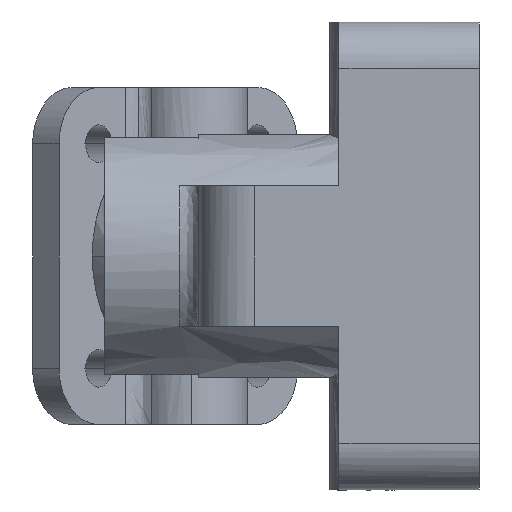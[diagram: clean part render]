
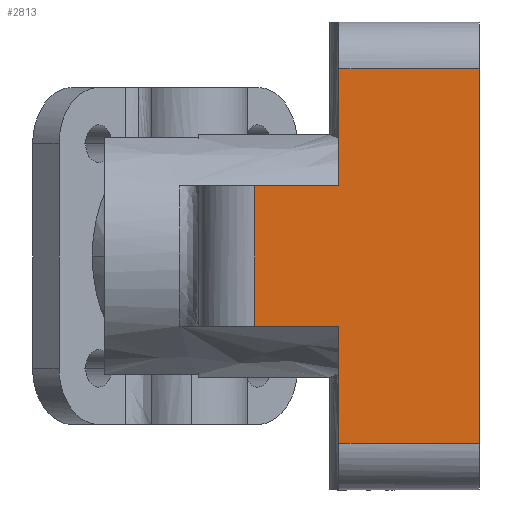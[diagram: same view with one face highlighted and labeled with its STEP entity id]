
A CAD part, left-side view. The second image highlights one B-rep face of the part: STEP entity #2813.
In plain terms, the highlighted free-form (B-spline) face has degree [1, 1] with [2, 2] control points.
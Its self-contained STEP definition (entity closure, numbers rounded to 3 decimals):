
#1632 = VERTEX_POINT('',#1633);
#1633 = CARTESIAN_POINT('',(-87.158,20.113,
    -26.818));
#1639 = EDGE_CURVE('',#1640,#1632,#1642,.T.);
#1640 = VERTEX_POINT('',#1641);
#1641 = CARTESIAN_POINT('',(-87.158,20.113,
    -10.057));
#1642 = B_SPLINE_CURVE_WITH_KNOTS('',1,(#1643,#1644),.UNSPECIFIED.,.F.,
  .F.,(2,2),(32.5,45.),.PIECEWISE_BEZIER_KNOTS.);
#1643 = CARTESIAN_POINT('',(-87.158,20.113,
    -10.057));
#1644 = CARTESIAN_POINT('',(-87.158,20.113,
    -26.818));
#2787 = EDGE_CURVE('',#2788,#2790,#2792,.T.);
#2788 = VERTEX_POINT('',#2789);
#2789 = CARTESIAN_POINT('',(-87.158,20.113,
    26.818));
#2790 = VERTEX_POINT('',#2791);
#2791 = CARTESIAN_POINT('',(-87.158,20.113,
    10.057));
#2792 = B_SPLINE_CURVE_WITH_KNOTS('',1,(#2793,#2794),.UNSPECIFIED.,.F.,
  .F.,(2,2),(5.,17.5),.PIECEWISE_BEZIER_KNOTS.);
#2793 = CARTESIAN_POINT('',(-87.158,20.113,
    26.818));
#2794 = CARTESIAN_POINT('',(-87.158,20.113,
    10.057));
#2813 = ADVANCED_FACE('',(#2814),#2856,.F.);
#2814 = FACE_BOUND('',#2815,.T.);
#2815 = EDGE_LOOP('',(#2816,#2817,#2824,#2831,#2836,#2837,#2844,#2851));
#2816 = ORIENTED_EDGE('',*,*,#1639,.T.);
#2817 = ORIENTED_EDGE('',*,*,#2818,.T.);
#2818 = EDGE_CURVE('',#1632,#2819,#2821,.T.);
#2819 = VERTEX_POINT('',#2820);
#2820 = CARTESIAN_POINT('',(-87.158,0.,-26.818));
#2821 = B_SPLINE_CURVE_WITH_KNOTS('',1,(#2822,#2823),.UNSPECIFIED.,.F.,
  .F.,(2,2),(-15.,0.),.PIECEWISE_BEZIER_KNOTS.);
#2822 = CARTESIAN_POINT('',(-87.158,20.113,
    -26.818));
#2823 = CARTESIAN_POINT('',(-87.158,0.,-26.818));
#2824 = ORIENTED_EDGE('',*,*,#2825,.F.);
#2825 = EDGE_CURVE('',#2826,#2819,#2828,.T.);
#2826 = VERTEX_POINT('',#2827);
#2827 = CARTESIAN_POINT('',(-87.158,0.,26.818));
#2828 = B_SPLINE_CURVE_WITH_KNOTS('',1,(#2829,#2830),.UNSPECIFIED.,.F.,
  .F.,(2,2),(5.,45.),.PIECEWISE_BEZIER_KNOTS.);
#2829 = CARTESIAN_POINT('',(-87.158,0.,26.818));
#2830 = CARTESIAN_POINT('',(-87.158,0.,-26.818));
#2831 = ORIENTED_EDGE('',*,*,#2832,.T.);
#2832 = EDGE_CURVE('',#2826,#2788,#2833,.T.);
#2833 = B_SPLINE_CURVE_WITH_KNOTS('',1,(#2834,#2835),.UNSPECIFIED.,.F.,
  .F.,(2,2),(-15.,0.),.PIECEWISE_BEZIER_KNOTS.);
#2834 = CARTESIAN_POINT('',(-87.158,0.,26.818));
#2835 = CARTESIAN_POINT('',(-87.158,20.113,
    26.818));
#2836 = ORIENTED_EDGE('',*,*,#2787,.T.);
#2837 = ORIENTED_EDGE('',*,*,#2838,.T.);
#2838 = EDGE_CURVE('',#2790,#2839,#2841,.T.);
#2839 = VERTEX_POINT('',#2840);
#2840 = CARTESIAN_POINT('',(-87.158,32.181,
    10.057));
#2841 = B_SPLINE_CURVE_WITH_KNOTS('',1,(#2842,#2843),.UNSPECIFIED.,.F.,
  .F.,(2,2),(-5.,4.),.PIECEWISE_BEZIER_KNOTS.);
#2842 = CARTESIAN_POINT('',(-87.158,20.113,
    10.057));
#2843 = CARTESIAN_POINT('',(-87.158,32.181,
    10.057));
#2844 = ORIENTED_EDGE('',*,*,#2845,.T.);
#2845 = EDGE_CURVE('',#2839,#2846,#2848,.T.);
#2846 = VERTEX_POINT('',#2847);
#2847 = CARTESIAN_POINT('',(-87.158,32.181,
    -10.057));
#2848 = B_SPLINE_CURVE_WITH_KNOTS('',1,(#2849,#2850),.UNSPECIFIED.,.F.,
  .F.,(2,2),(-15.,0.),.PIECEWISE_BEZIER_KNOTS.);
#2849 = CARTESIAN_POINT('',(-87.158,32.181,
    10.057));
#2850 = CARTESIAN_POINT('',(-87.158,32.181,
    -10.057));
#2851 = ORIENTED_EDGE('',*,*,#2852,.F.);
#2852 = EDGE_CURVE('',#1640,#2846,#2853,.T.);
#2853 = B_SPLINE_CURVE_WITH_KNOTS('',1,(#2854,#2855),.UNSPECIFIED.,.F.,
  .F.,(2,2),(-5.,4.),.PIECEWISE_BEZIER_KNOTS.);
#2854 = CARTESIAN_POINT('',(-87.158,20.113,
    -10.057));
#2855 = CARTESIAN_POINT('',(-87.158,32.181,
    -10.057));
#2856 = B_SPLINE_SURFACE_WITH_KNOTS('',1,1,(
    (#2857,#2858)
    ,(#2859,#2860
    )),.UNSPECIFIED.,.F.,.F.,.F.,(2,2),(2,2),(5.,45.),(0.,24.),
  .PIECEWISE_BEZIER_KNOTS.);
#2857 = CARTESIAN_POINT('',(-87.158,0.,26.818));
#2858 = CARTESIAN_POINT('',(-87.158,32.181,
    26.818));
#2859 = CARTESIAN_POINT('',(-87.158,0.,-26.818));
#2860 = CARTESIAN_POINT('',(-87.158,32.181,
    -26.818));
